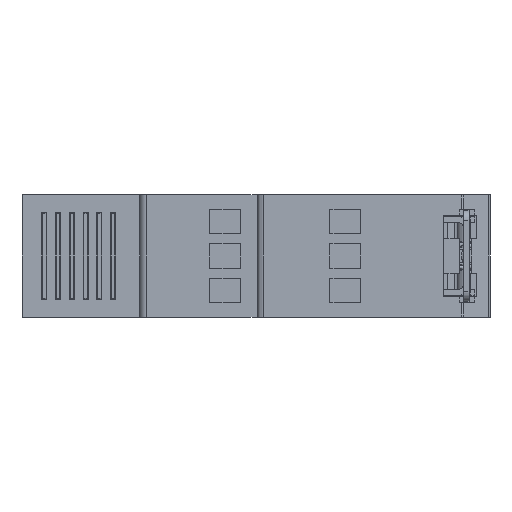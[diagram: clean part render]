
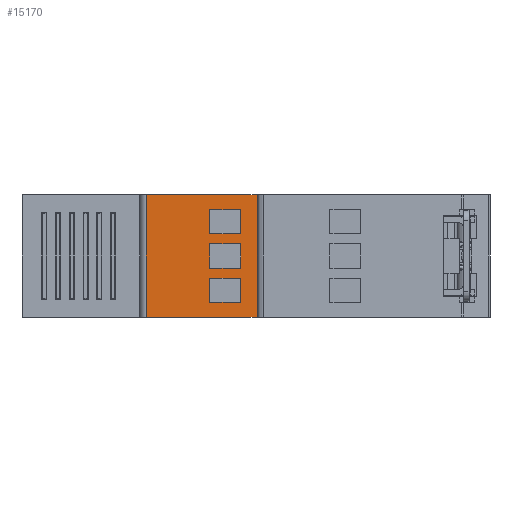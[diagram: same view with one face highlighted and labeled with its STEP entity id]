
A CAD part, left-side view. The second image highlights one B-rep face of the part: STEP entity #15170.
In plain terms, the highlighted planar face has unit normal (-1, 0, 0).
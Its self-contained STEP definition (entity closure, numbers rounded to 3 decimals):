
#417 = CARTESIAN_POINT ( 'NONE',  ( -53.004, 8.307, -6.75 ) ) ;
#553 = DIRECTION ( 'NONE',  ( 0., -1., 0. ) ) ;
#564 = DIRECTION ( 'NONE',  ( 0., 1., 0. ) ) ;
#752 = VECTOR ( 'NONE', #22787, 1000. ) ;
#851 = EDGE_CURVE ( 'NONE', #18229, #4401, #1356, .T. ) ;
#1356 = LINE ( 'NONE', #3568, #752 ) ;
#1693 = LINE ( 'NONE', #18721, #21079 ) ;
#2116 = EDGE_CURVE ( 'NONE', #26900, #18623, #11651, .T. ) ;
#2413 = CARTESIAN_POINT ( 'NONE',  ( -53.004, 12.807, 6.75 ) ) ;
#2451 = VERTEX_POINT ( 'NONE', #12190 ) ;
#2539 = LINE ( 'NONE', #16842, #4432 ) ;
#2801 = CARTESIAN_POINT ( 'NONE',  ( -53.004, 8.307, -6.75 ) ) ;
#3399 = VECTOR ( 'NONE', #553, 1000. ) ;
#3464 = VECTOR ( 'NONE', #30483, 1000. ) ;
#3470 = CARTESIAN_POINT ( 'NONE',  ( -53.004, 8.307, -1.75 ) ) ;
#3527 = CARTESIAN_POINT ( 'NONE',  ( -53.004, 12.807, -1.75 ) ) ;
#3568 = CARTESIAN_POINT ( 'NONE',  ( -53.004, 8.307, 6.75 ) ) ;
#3611 = EDGE_CURVE ( 'NONE', #16915, #25574, #1693, .T. ) ;
#3692 = ORIENTED_EDGE ( 'NONE', *, *, #23632, .F. ) ;
#3787 = CARTESIAN_POINT ( 'NONE',  ( -53.004, 12.807, 1.75 ) ) ;
#3871 = LINE ( 'NONE', #13356, #3464 ) ;
#3893 = EDGE_CURVE ( 'NONE', #9894, #18229, #3871, .T. ) ;
#4161 = ORIENTED_EDGE ( 'NONE', *, *, #25600, .F. ) ;
#4182 = VECTOR ( 'NONE', #30839, 1000. ) ;
#4196 = CARTESIAN_POINT ( 'NONE',  ( -53.004, 8.307, 1.75 ) ) ;
#4401 = VERTEX_POINT ( 'NONE', #2413 ) ;
#4432 = VECTOR ( 'NONE', #6370, 1000. ) ;
#5372 = CARTESIAN_POINT ( 'NONE',  ( -53.004, 8.307, 6.75 ) ) ;
#5687 = CARTESIAN_POINT ( 'NONE',  ( -53.004, 8.307, 1.75 ) ) ;
#5767 = LINE ( 'NONE', #19642, #3399 ) ;
#6069 = CARTESIAN_POINT ( 'NONE',  ( -53.004, 12.807, -3.25 ) ) ;
#6107 = DIRECTION ( 'NONE',  ( 0., -1., 0. ) ) ;
#6370 = DIRECTION ( 'NONE',  ( 0., 0., -1. ) ) ;
#6414 = DIRECTION ( 'NONE',  ( 0., -1., 0. ) ) ;
#7498 = ORIENTED_EDGE ( 'NONE', *, *, #851, .F. ) ;
#7563 = CARTESIAN_POINT ( 'NONE',  ( -53.004, 8.307, 3.25 ) ) ;
#8606 = PLANE ( 'NONE',  #19457 ) ;
#8678 = DIRECTION ( 'NONE',  ( 0., 1., 0. ) ) ;
#8705 = DIRECTION ( 'NONE',  ( 0., 0., 1. ) ) ;
#9162 = LINE ( 'NONE', #11535, #4182 ) ;
#9411 = VECTOR ( 'NONE', #22893, 1000. ) ;
#9752 = EDGE_CURVE ( 'NONE', #9925, #24995, #9162, .T. ) ;
#9894 = VERTEX_POINT ( 'NONE', #7563 ) ;
#9925 = VERTEX_POINT ( 'NONE', #24063 ) ;
#10086 = DIRECTION ( 'NONE',  ( 0., 0., 1. ) ) ;
#10410 = VERTEX_POINT ( 'NONE', #19488 ) ;
#10519 = VECTOR ( 'NONE', #6414, 1000. ) ;
#10772 = VECTOR ( 'NONE', #29052, 1000. ) ;
#10825 = FACE_BOUND ( 'NONE', #24065, .T. ) ;
#10959 = ORIENTED_EDGE ( 'NONE', *, *, #17201, .F. ) ;
#11071 = EDGE_CURVE ( 'NONE', #10410, #19755, #19638, .T. ) ;
#11072 = CARTESIAN_POINT ( 'NONE',  ( -53.004, 8.307, -3.25 ) ) ;
#11268 = ORIENTED_EDGE ( 'NONE', *, *, #15969, .T. ) ;
#11535 = CARTESIAN_POINT ( 'NONE',  ( -53.004, 5.907, 8.9 ) ) ;
#11572 = ORIENTED_EDGE ( 'NONE', *, *, #16413, .F. ) ;
#11651 = LINE ( 'NONE', #4196, #14953 ) ;
#11861 = CARTESIAN_POINT ( 'NONE',  ( -53.004, 22.007, 8.9 ) ) ;
#12019 = EDGE_LOOP ( 'NONE', ( #4161, #7498, #27325, #15026 ) ) ;
#12190 = CARTESIAN_POINT ( 'NONE',  ( -53.004, 12.807, -6.75 ) ) ;
#12278 = EDGE_LOOP ( 'NONE', ( #25272, #11268, #28475, #17820 ) ) ;
#12349 = VECTOR ( 'NONE', #10086, 1000. ) ;
#12460 = VERTEX_POINT ( 'NONE', #13458 ) ;
#12957 = LINE ( 'NONE', #3470, #23398 ) ;
#12992 = EDGE_LOOP ( 'NONE', ( #11572, #27547, #29530, #10959 ) ) ;
#13010 = CARTESIAN_POINT ( 'NONE',  ( -53.004, 12.807, -3.25 ) ) ;
#13011 = FACE_OUTER_BOUND ( 'NONE', #12278, .T. ) ;
#13207 = CARTESIAN_POINT ( 'NONE',  ( -53.004, 12.807, 1.75 ) ) ;
#13314 = FACE_BOUND ( 'NONE', #12992, .T. ) ;
#13356 = CARTESIAN_POINT ( 'NONE',  ( -53.004, 8.307, 3.25 ) ) ;
#13458 = CARTESIAN_POINT ( 'NONE',  ( -53.004, 8.307, -1.75 ) ) ;
#13774 = EDGE_CURVE ( 'NONE', #27144, #16915, #22016, .T. ) ;
#14020 = ORIENTED_EDGE ( 'NONE', *, *, #19061, .F. ) ;
#14953 = VECTOR ( 'NONE', #564, 1000. ) ;
#15026 = ORIENTED_EDGE ( 'NONE', *, *, #15508, .F. ) ;
#15170 = ADVANCED_FACE ( 'NONE', ( #10825, #30121, #13314, #13011 ), #8606, .F. ) ;
#15508 = EDGE_CURVE ( 'NONE', #18461, #9894, #16451, .T. ) ;
#15639 = DIRECTION ( 'NONE',  ( 0., 0., -1. ) ) ;
#15906 = LINE ( 'NONE', #3787, #21639 ) ;
#15969 = EDGE_CURVE ( 'NONE', #10410, #9925, #20599, .T. ) ;
#16181 = EDGE_CURVE ( 'NONE', #19755, #24995, #5767, .T. ) ;
#16413 = EDGE_CURVE ( 'NONE', #25574, #2451, #27614, .T. ) ;
#16431 = VECTOR ( 'NONE', #23854, 1000. ) ;
#16451 = LINE ( 'NONE', #30785, #16431 ) ;
#16587 = ORIENTED_EDGE ( 'NONE', *, *, #2116, .F. ) ;
#16842 = CARTESIAN_POINT ( 'NONE',  ( -53.004, 12.807, 6.75 ) ) ;
#16915 = VERTEX_POINT ( 'NONE', #11072 ) ;
#17201 = EDGE_CURVE ( 'NONE', #2451, #27144, #27659, .T. ) ;
#17427 = CARTESIAN_POINT ( 'NONE',  ( -53.004, 5.907, 8.9 ) ) ;
#17820 = ORIENTED_EDGE ( 'NONE', *, *, #16181, .F. ) ;
#18036 = VECTOR ( 'NONE', #6107, 1000. ) ;
#18229 = VERTEX_POINT ( 'NONE', #5372 ) ;
#18461 = VERTEX_POINT ( 'NONE', #19511 ) ;
#18623 = VERTEX_POINT ( 'NONE', #13207 ) ;
#18721 = CARTESIAN_POINT ( 'NONE',  ( -53.004, 8.307, -3.25 ) ) ;
#19061 = EDGE_CURVE ( 'NONE', #18623, #24146, #15906, .T. ) ;
#19361 = ORIENTED_EDGE ( 'NONE', *, *, #22871, .F. ) ;
#19457 = AXIS2_PLACEMENT_3D ( 'NONE', #22448, #20405, #22896 ) ;
#19473 = CARTESIAN_POINT ( 'NONE',  ( -53.004, 22.007, 8.9 ) ) ;
#19488 = CARTESIAN_POINT ( 'NONE',  ( -53.004, 22.007, -8.9 ) ) ;
#19511 = CARTESIAN_POINT ( 'NONE',  ( -53.004, 12.807, 3.25 ) ) ;
#19638 = LINE ( 'NONE', #19473, #10772 ) ;
#19642 = CARTESIAN_POINT ( 'NONE',  ( -53.004, 23.007, 8.9 ) ) ;
#19755 = VERTEX_POINT ( 'NONE', #11861 ) ;
#20405 = DIRECTION ( 'NONE',  ( 1., 0., 0. ) ) ;
#20599 = LINE ( 'NONE', #30169, #10519 ) ;
#21079 = VECTOR ( 'NONE', #8678, 1000. ) ;
#21639 = VECTOR ( 'NONE', #30397, 1000. ) ;
#22016 = LINE ( 'NONE', #417, #12349 ) ;
#22448 = CARTESIAN_POINT ( 'NONE',  ( -53.004, 23.007, 8.9 ) ) ;
#22787 = DIRECTION ( 'NONE',  ( 0., 1., 0. ) ) ;
#22871 = EDGE_CURVE ( 'NONE', #12460, #26900, #12957, .T. ) ;
#22893 = DIRECTION ( 'NONE',  ( 0., -1., 0. ) ) ;
#22896 = DIRECTION ( 'NONE',  ( 0., 1., 0. ) ) ;
#23325 = CARTESIAN_POINT ( 'NONE',  ( -53.004, 12.807, -1.75 ) ) ;
#23398 = VECTOR ( 'NONE', #8705, 1000. ) ;
#23632 = EDGE_CURVE ( 'NONE', #24146, #12460, #29655, .T. ) ;
#23854 = DIRECTION ( 'NONE',  ( 0., -1., 0. ) ) ;
#24063 = CARTESIAN_POINT ( 'NONE',  ( -53.004, 5.907, -8.9 ) ) ;
#24065 = EDGE_LOOP ( 'NONE', ( #14020, #16587, #19361, #3692 ) ) ;
#24146 = VERTEX_POINT ( 'NONE', #23325 ) ;
#24995 = VERTEX_POINT ( 'NONE', #17427 ) ;
#25031 = VECTOR ( 'NONE', #15639, 1000. ) ;
#25272 = ORIENTED_EDGE ( 'NONE', *, *, #11071, .F. ) ;
#25574 = VERTEX_POINT ( 'NONE', #13010 ) ;
#25600 = EDGE_CURVE ( 'NONE', #4401, #18461, #2539, .T. ) ;
#26900 = VERTEX_POINT ( 'NONE', #5687 ) ;
#27144 = VERTEX_POINT ( 'NONE', #2801 ) ;
#27325 = ORIENTED_EDGE ( 'NONE', *, *, #3893, .F. ) ;
#27547 = ORIENTED_EDGE ( 'NONE', *, *, #3611, .F. ) ;
#27614 = LINE ( 'NONE', #6069, #25031 ) ;
#27659 = LINE ( 'NONE', #27816, #18036 ) ;
#27816 = CARTESIAN_POINT ( 'NONE',  ( -53.004, 12.807, -6.75 ) ) ;
#28475 = ORIENTED_EDGE ( 'NONE', *, *, #9752, .T. ) ;
#29052 = DIRECTION ( 'NONE',  ( 0., 0., 1. ) ) ;
#29530 = ORIENTED_EDGE ( 'NONE', *, *, #13774, .F. ) ;
#29655 = LINE ( 'NONE', #3527, #9411 ) ;
#30121 = FACE_BOUND ( 'NONE', #12019, .T. ) ;
#30169 = CARTESIAN_POINT ( 'NONE',  ( -53.004, -33.099, -8.9 ) ) ;
#30397 = DIRECTION ( 'NONE',  ( 0., 0., -1. ) ) ;
#30483 = DIRECTION ( 'NONE',  ( 0., 0., 1. ) ) ;
#30785 = CARTESIAN_POINT ( 'NONE',  ( -53.004, 12.807, 3.25 ) ) ;
#30839 = DIRECTION ( 'NONE',  ( 0., 0., 1. ) ) ;
